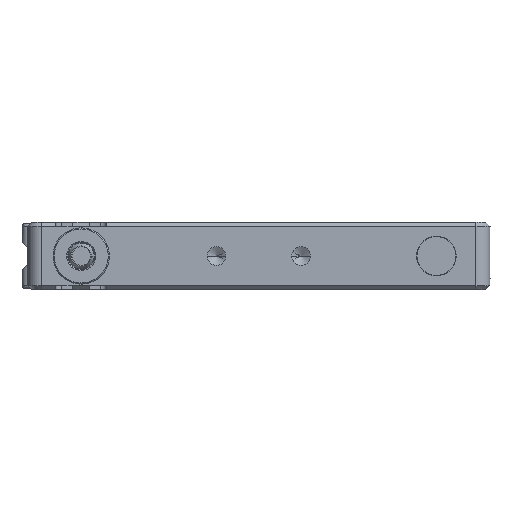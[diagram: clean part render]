
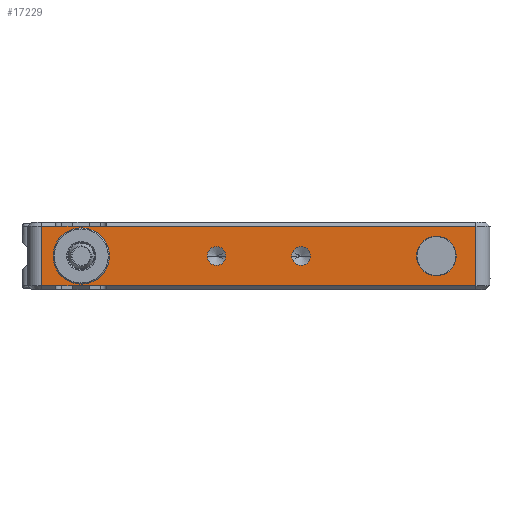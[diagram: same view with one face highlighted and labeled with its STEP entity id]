
A CAD part, left-side view. The second image highlights one B-rep face of the part: STEP entity #17229.
In plain terms, the highlighted planar face has unit normal (-1, 0, 0).
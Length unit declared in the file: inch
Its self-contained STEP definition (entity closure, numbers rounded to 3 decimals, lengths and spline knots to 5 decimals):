
#766=DIRECTION('',(0.,-1.,0.));
#767=VECTOR('',#766,0.09843);
#768=CARTESIAN_POINT('',(-1.9685,1.51575,0.20669));
#769=LINE('',#768,#767);
#770=DIRECTION('',(0.,1.,0.));
#771=VECTOR('',#770,0.35433);
#772=CARTESIAN_POINT('',(-1.9685,1.06299,0.20669));
#773=LINE('',#772,#771);
#774=DIRECTION('',(0.,-1.,0.));
#775=VECTOR('',#774,2.57874);
#776=CARTESIAN_POINT('',(-1.9685,1.06299,0.20669));
#777=LINE('',#776,#775);
#778=DIRECTION('',(0.,0.,-1.));
#779=VECTOR('',#778,0.41339);
#780=CARTESIAN_POINT('',(-1.9685,-1.51575,
0.20669));
#781=LINE('',#780,#779);
#782=DIRECTION('',(0.,1.,0.));
#783=VECTOR('',#782,2.57874);
#784=CARTESIAN_POINT('',(-1.9685,-1.51575,
-0.20669));
#785=LINE('',#784,#783);
#786=DIRECTION('',(0.,1.,0.));
#787=VECTOR('',#786,0.35433);
#788=CARTESIAN_POINT('',(-1.9685,1.06299,
-0.20669));
#789=LINE('',#788,#787);
#790=DIRECTION('',(0.,1.,0.));
#791=VECTOR('',#790,0.09843);
#792=CARTESIAN_POINT('',(-1.9685,1.41732,
-0.20669));
#793=LINE('',#792,#791);
#794=DIRECTION('',(0.,0.,-1.));
#795=VECTOR('',#794,0.41339);
#796=CARTESIAN_POINT('',(-1.9685,1.51575,0.20669));
#797=LINE('',#796,#795);
#798=CARTESIAN_POINT('',(-1.9685,-1.24016,0.));
#799=DIRECTION('',(1.,0.,0.));
#800=DIRECTION('',(0.,1.,0.));
#801=AXIS2_PLACEMENT_3D('',#798,#799,#800);
#803=CARTESIAN_POINT('',(-1.9685,-1.24016,0.));
#804=DIRECTION('',(1.,0.,0.));
#805=DIRECTION('',(0.,-1.,0.));
#806=AXIS2_PLACEMENT_3D('',#803,#804,#805);
#808=CARTESIAN_POINT('',(-1.9685,0.29528,0.));
#809=DIRECTION('',(-1.,0.,0.));
#810=DIRECTION('',(0.,1.,0.));
#811=AXIS2_PLACEMENT_3D('',#808,#809,#810);
#813=CARTESIAN_POINT('',(-1.9685,0.29528,0.));
#814=DIRECTION('',(-1.,0.,0.));
#815=DIRECTION('',(0.,-1.,0.));
#816=AXIS2_PLACEMENT_3D('',#813,#814,#815);
#818=CARTESIAN_POINT('',(-1.9685,-0.29528,0.));
#819=DIRECTION('',(-1.,0.,0.));
#820=DIRECTION('',(0.,1.,0.));
#821=AXIS2_PLACEMENT_3D('',#818,#819,#820);
#823=CARTESIAN_POINT('',(-1.9685,-0.29528,0.));
#824=DIRECTION('',(-1.,0.,0.));
#825=DIRECTION('',(0.,-1.,0.));
#826=AXIS2_PLACEMENT_3D('',#823,#824,#825);
#828=CARTESIAN_POINT('',(-1.9685,1.24016,0.));
#829=DIRECTION('',(-1.,0.,0.));
#830=DIRECTION('',(0.,1.,0.));
#831=AXIS2_PLACEMENT_3D('',#828,#829,#830);
#833=CARTESIAN_POINT('',(-1.9685,1.24016,0.));
#834=DIRECTION('',(-1.,0.,0.));
#835=DIRECTION('',(0.,-1.,0.));
#836=AXIS2_PLACEMENT_3D('',#833,#834,#835);
#13217=CARTESIAN_POINT('',(-1.9685,-1.10236,0.));
#13218=CARTESIAN_POINT('',(-1.9685,-1.37795,0.));
#13219=VERTEX_POINT('',#13217);
#13220=VERTEX_POINT('',#13218);
#13318=CARTESIAN_POINT('',(-1.9685,1.41732,
0.20669));
#13320=VERTEX_POINT('',#13318);
#13321=CARTESIAN_POINT('',(-1.9685,1.51575,
0.20669));
#13322=VERTEX_POINT('',#13321);
#13343=CARTESIAN_POINT('',(-1.9685,-1.51575,
0.20669));
#13344=VERTEX_POINT('',#13343);
#13345=CARTESIAN_POINT('',(-1.9685,1.06299,
0.20669));
#13347=VERTEX_POINT('',#13345);
#13350=CARTESIAN_POINT('',(-1.9685,1.06299,
-0.20669));
#13352=VERTEX_POINT('',#13350);
#13353=CARTESIAN_POINT('',(-1.9685,-1.51575,
-0.20669));
#13354=VERTEX_POINT('',#13353);
#13375=CARTESIAN_POINT('',(-1.9685,1.51575,
-0.20669));
#13376=VERTEX_POINT('',#13375);
#13377=CARTESIAN_POINT('',(-1.9685,1.41732,
-0.20669));
#13379=VERTEX_POINT('',#13377);
#13471=CARTESIAN_POINT('',(-1.9685,0.36024,0.));
#13472=CARTESIAN_POINT('',(-1.9685,0.23031,0.));
#13473=VERTEX_POINT('',#13471);
#13474=VERTEX_POINT('',#13472);
#13481=CARTESIAN_POINT('',(-1.9685,-0.23031,0.));
#13482=CARTESIAN_POINT('',(-1.9685,-0.36024,0.));
#13483=VERTEX_POINT('',#13481);
#13484=VERTEX_POINT('',#13482);
#16235=CARTESIAN_POINT('',(-1.9685,1.42913,
0.));
#16236=CARTESIAN_POINT('',(-1.9685,1.05118,
0.));
#16237=VERTEX_POINT('',#16235);
#16238=VERTEX_POINT('',#16236);
#17184=CARTESIAN_POINT('',(-1.9685,1.61417,
-0.23622));
#17185=DIRECTION('',(-1.,0.,0.));
#17186=DIRECTION('',(0.,-1.,0.));
#17187=AXIS2_PLACEMENT_3D('',#17184,#17185,#17186);
#17188=PLANE('',#17187);
#17189=ORIENTED_EDGE('',*,*,#17121,.T.);
#17190=ORIENTED_EDGE('',*,*,#17161,.F.);
#17192=ORIENTED_EDGE('',*,*,#17191,.T.);
#17194=ORIENTED_EDGE('',*,*,#17193,.T.);
#17196=ORIENTED_EDGE('',*,*,#17195,.T.);
#17198=ORIENTED_EDGE('',*,*,#17197,.T.);
#17200=ORIENTED_EDGE('',*,*,#17199,.T.);
#17202=ORIENTED_EDGE('',*,*,#17201,.F.);
#17203=EDGE_LOOP('',(#17189,#17190,#17192,#17194,#17196,#17198,#17200,#17202));
#17204=FACE_OUTER_BOUND('',#17203,.F.);
#17206=ORIENTED_EDGE('',*,*,#17205,.F.);
#17208=ORIENTED_EDGE('',*,*,#17207,.F.);
#17209=EDGE_LOOP('',(#17206,#17208));
#17210=FACE_BOUND('',#17209,.F.);
#17212=ORIENTED_EDGE('',*,*,#17211,.T.);
#17214=ORIENTED_EDGE('',*,*,#17213,.T.);
#17215=EDGE_LOOP('',(#17212,#17214));
#17216=FACE_BOUND('',#17215,.F.);
#17218=ORIENTED_EDGE('',*,*,#17217,.T.);
#17220=ORIENTED_EDGE('',*,*,#17219,.T.);
#17221=EDGE_LOOP('',(#17218,#17220));
#17222=FACE_BOUND('',#17221,.F.);
#17224=ORIENTED_EDGE('',*,*,#17223,.T.);
#17226=ORIENTED_EDGE('',*,*,#17225,.T.);
#17227=EDGE_LOOP('',(#17224,#17226));
#17228=FACE_BOUND('',#17227,.F.);
#17229=ADVANCED_FACE('',(#17204,#17210,#17216,#17222,#17228),#17188,.T.);
#802=CIRCLE('',#801,0.1378);
#807=CIRCLE('',#806,0.1378);
#812=CIRCLE('',#811,0.06496);
#817=CIRCLE('',#816,0.06496);
#822=CIRCLE('',#821,0.06496);
#827=CIRCLE('',#826,0.06496);
#832=CIRCLE('',#831,0.18898);
#837=CIRCLE('',#836,0.18898);
#17121=EDGE_CURVE('',#13322,#13320,#769,.T.);
#17161=EDGE_CURVE('',#13347,#13320,#773,.T.);
#17191=EDGE_CURVE('',#13347,#13344,#777,.T.);
#17193=EDGE_CURVE('',#13344,#13354,#781,.T.);
#17195=EDGE_CURVE('',#13354,#13352,#785,.T.);
#17197=EDGE_CURVE('',#13352,#13379,#789,.T.);
#17199=EDGE_CURVE('',#13379,#13376,#793,.T.);
#17201=EDGE_CURVE('',#13322,#13376,#797,.T.);
#17205=EDGE_CURVE('',#13219,#13220,#802,.T.);
#17207=EDGE_CURVE('',#13220,#13219,#807,.T.);
#17211=EDGE_CURVE('',#13473,#13474,#812,.T.);
#17213=EDGE_CURVE('',#13474,#13473,#817,.T.);
#17217=EDGE_CURVE('',#13483,#13484,#822,.T.);
#17219=EDGE_CURVE('',#13484,#13483,#827,.T.);
#17223=EDGE_CURVE('',#16237,#16238,#832,.T.);
#17225=EDGE_CURVE('',#16238,#16237,#837,.T.);
